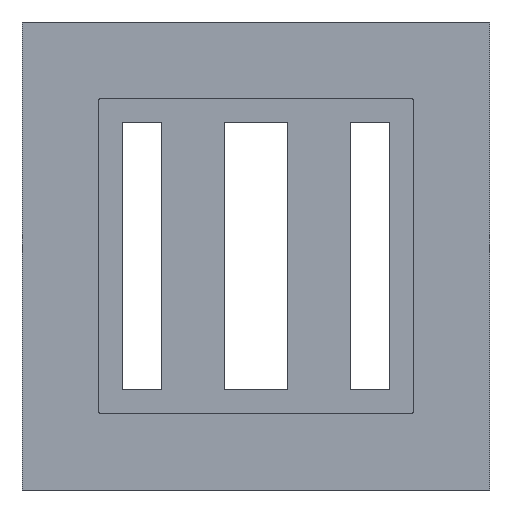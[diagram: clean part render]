
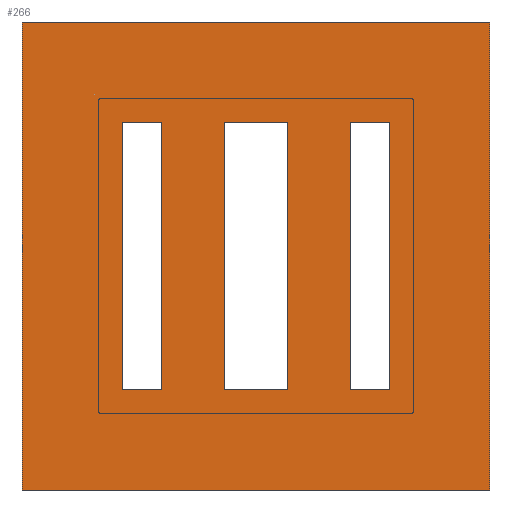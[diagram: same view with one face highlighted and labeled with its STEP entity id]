
A CAD part, front view. The second image highlights one B-rep face of the part: STEP entity #266.
In plain terms, the highlighted planar face has unit normal (0, -1, 0).
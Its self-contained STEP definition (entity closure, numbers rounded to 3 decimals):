
#61 = VERTEX_POINT ( 'NONE', #520 ) ;
#68 = VERTEX_POINT ( 'NONE', #506 ) ;
#69 = EDGE_CURVE ( 'NONE', #75, #68, #505, .T. ) ;
#72 = EDGE_CURVE ( 'NONE', #73, #61, #562, .T. ) ;
#73 = VERTEX_POINT ( 'NONE', #555 ) ;
#75 = VERTEX_POINT ( 'NONE', #554 ) ;
#110 = EDGE_CURVE ( 'NONE', #111, #112, #609, .T. ) ;
#111 = VERTEX_POINT ( 'NONE', #600 ) ;
#112 = VERTEX_POINT ( 'NONE', #599 ) ;
#166 = VERTEX_POINT ( 'NONE', #731 ) ;
#168 = EDGE_CURVE ( 'NONE', #169, #166, #730, .T. ) ;
#169 = VERTEX_POINT ( 'NONE', #726 ) ;
#175 = EDGE_CURVE ( 'NONE', #176, #177, #778, .T. ) ;
#176 = VERTEX_POINT ( 'NONE', #774 ) ;
#177 = VERTEX_POINT ( 'NONE', #773 ) ;
#182 = VERTEX_POINT ( 'NONE', #768 ) ;
#184 = EDGE_CURVE ( 'NONE', #185, #182, #767, .T. ) ;
#185 = VERTEX_POINT ( 'NONE', #763 ) ;
#241 = ORIENTED_EDGE ( 'NONE', *, *, #242, .F. ) ;
#242 = EDGE_CURVE ( 'NONE', #243, #322, #856, .T. ) ;
#243 = VERTEX_POINT ( 'NONE', #852 ) ;
#244 = ORIENTED_EDGE ( 'NONE', *, *, #245, .F. ) ;
#245 = EDGE_CURVE ( 'NONE', #319, #243, #851, .T. ) ;
#252 = ORIENTED_EDGE ( 'NONE', *, *, #253, .T. ) ;
#253 = EDGE_CURVE ( 'NONE', #73, #75, #896, .T. ) ;
#254 = ORIENTED_EDGE ( 'NONE', *, *, #69, .T. ) ;
#255 = EDGE_LOOP ( 'NONE', ( #256, #257, #259, #260 ) ) ;
#256 = ORIENTED_EDGE ( 'NONE', *, *, #184, .T. ) ;
#257 = ORIENTED_EDGE ( 'NONE', *, *, #258, .F. ) ;
#258 = EDGE_CURVE ( 'NONE', #177, #182, #892, .T. ) ;
#259 = ORIENTED_EDGE ( 'NONE', *, *, #175, .F. ) ;
#260 = ORIENTED_EDGE ( 'NONE', *, *, #261, .T. ) ;
#261 = EDGE_CURVE ( 'NONE', #176, #185, #888, .T. ) ;
#262 = EDGE_LOOP ( 'NONE', ( #263, #320, #241, #244 ) ) ;
#263 = ORIENTED_EDGE ( 'NONE', *, *, #264, .F. ) ;
#264 = EDGE_CURVE ( 'NONE', #318, #319, #884, .T. ) ;
#266 = ADVANCED_FACE ( 'NONE', ( #876, #875, #874, #873 ), #871, .F. ) ;
#267 = EDGE_LOOP ( 'NONE', ( #268, #270, #271, #273 ) ) ;
#268 = ORIENTED_EDGE ( 'NONE', *, *, #269, .F. ) ;
#269 = EDGE_CURVE ( 'NONE', #112, #166, #933, .T. ) ;
#270 = ORIENTED_EDGE ( 'NONE', *, *, #110, .F. ) ;
#271 = ORIENTED_EDGE ( 'NONE', *, *, #272, .T. ) ;
#272 = EDGE_CURVE ( 'NONE', #111, #169, #929, .T. ) ;
#273 = ORIENTED_EDGE ( 'NONE', *, *, #168, .T. ) ;
#274 = EDGE_LOOP ( 'NONE', ( #275, #277, #252, #254 ) ) ;
#275 = ORIENTED_EDGE ( 'NONE', *, *, #276, .F. ) ;
#276 = EDGE_CURVE ( 'NONE', #61, #68, #925, .T. ) ;
#277 = ORIENTED_EDGE ( 'NONE', *, *, #72, .F. ) ;
#318 = VERTEX_POINT ( 'NONE', #975 ) ;
#319 = VERTEX_POINT ( 'NONE', #974 ) ;
#320 = ORIENTED_EDGE ( 'NONE', *, *, #321, .F. ) ;
#321 = EDGE_CURVE ( 'NONE', #322, #318, #973, .T. ) ;
#322 = VERTEX_POINT ( 'NONE', #969 ) ;
#502 = DIRECTION ( 'NONE',  ( 0., 0., 1. ) ) ;
#503 = VECTOR ( 'NONE', #502, 1000. ) ;
#504 = CARTESIAN_POINT ( 'NONE',  ( -61.3, 0., -1157.69 ) ) ;
#505 = LINE ( 'NONE', #504, #503 ) ;
#506 = CARTESIAN_POINT ( 'NONE',  ( -61.3, 0., 261.5 ) ) ;
#520 = CARTESIAN_POINT ( 'NONE',  ( 61.3, 0., 261.5 ) ) ;
#554 = CARTESIAN_POINT ( 'NONE',  ( -61.3, 0., -261.5 ) ) ;
#555 = CARTESIAN_POINT ( 'NONE',  ( 61.3, 0., -261.5 ) ) ;
#556 = DIRECTION ( 'NONE',  ( 0., 0., 1. ) ) ;
#557 = VECTOR ( 'NONE', #556, 1000. ) ;
#558 = CARTESIAN_POINT ( 'NONE',  ( 61.3, 0., -1157.69 ) ) ;
#562 = LINE ( 'NONE', #558, #557 ) ;
#599 = CARTESIAN_POINT ( 'NONE',  ( -183.9, 0., 261.5 ) ) ;
#600 = CARTESIAN_POINT ( 'NONE',  ( -183.9, 0., -261.5 ) ) ;
#601 = DIRECTION ( 'NONE',  ( 0., 0., 1. ) ) ;
#602 = VECTOR ( 'NONE', #601, 1000. ) ;
#603 = CARTESIAN_POINT ( 'NONE',  ( -183.9, 0., -1157.69 ) ) ;
#609 = LINE ( 'NONE', #603, #602 ) ;
#726 = CARTESIAN_POINT ( 'NONE',  ( -261.5, 0., -261.5 ) ) ;
#727 = DIRECTION ( 'NONE',  ( 0., 0., 1. ) ) ;
#728 = VECTOR ( 'NONE', #727, 1000. ) ;
#729 = CARTESIAN_POINT ( 'NONE',  ( -261.5, 0., -1157.69 ) ) ;
#730 = LINE ( 'NONE', #729, #728 ) ;
#731 = CARTESIAN_POINT ( 'NONE',  ( -261.5, 0., 261.5 ) ) ;
#763 = CARTESIAN_POINT ( 'NONE',  ( 183.9, 0., -261.5 ) ) ;
#764 = DIRECTION ( 'NONE',  ( 0., 0., 1. ) ) ;
#765 = VECTOR ( 'NONE', #764, 1000. ) ;
#766 = CARTESIAN_POINT ( 'NONE',  ( 183.9, 0., -1157.69 ) ) ;
#767 = LINE ( 'NONE', #766, #765 ) ;
#768 = CARTESIAN_POINT ( 'NONE',  ( 183.9, 0., 261.5 ) ) ;
#773 = CARTESIAN_POINT ( 'NONE',  ( 261.5, 0., 261.5 ) ) ;
#774 = CARTESIAN_POINT ( 'NONE',  ( 261.5, 0., -261.5 ) ) ;
#775 = DIRECTION ( 'NONE',  ( 0., 0., 1. ) ) ;
#776 = VECTOR ( 'NONE', #775, 1000. ) ;
#777 = CARTESIAN_POINT ( 'NONE',  ( 261.5, 0., -1157.69 ) ) ;
#778 = LINE ( 'NONE', #777, #776 ) ;
#848 = DIRECTION ( 'NONE',  ( 1., 0., 0. ) ) ;
#849 = VECTOR ( 'NONE', #848, 1000. ) ;
#850 = CARTESIAN_POINT ( 'NONE',  ( -457.5, 0., 457.5 ) ) ;
#851 = LINE ( 'NONE', #850, #849 ) ;
#852 = CARTESIAN_POINT ( 'NONE',  ( 457.5, 0., 457.5 ) ) ;
#853 = DIRECTION ( 'NONE',  ( 0., 0., -1. ) ) ;
#854 = VECTOR ( 'NONE', #853, 1000. ) ;
#855 = CARTESIAN_POINT ( 'NONE',  ( 457.5, 0., -457.5 ) ) ;
#856 = LINE ( 'NONE', #855, #854 ) ;
#871 = PLANE ( 'NONE',  #872 ) ;
#872 = AXIS2_PLACEMENT_3D ( 'NONE', #936, #935, #934 ) ;
#873 = FACE_OUTER_BOUND ( 'NONE', #262, .T. ) ;
#874 = FACE_BOUND ( 'NONE', #255, .T. ) ;
#875 = FACE_BOUND ( 'NONE', #274, .T. ) ;
#876 = FACE_BOUND ( 'NONE', #267, .T. ) ;
#881 = DIRECTION ( 'NONE',  ( 0., 0., 1. ) ) ;
#882 = VECTOR ( 'NONE', #881, 1000. ) ;
#883 = CARTESIAN_POINT ( 'NONE',  ( -457.5, 0., -457.5 ) ) ;
#884 = LINE ( 'NONE', #883, #882 ) ;
#885 = DIRECTION ( 'NONE',  ( -1., 0., 0. ) ) ;
#886 = VECTOR ( 'NONE', #885, 1000. ) ;
#887 = CARTESIAN_POINT ( 'NONE',  ( 1112.69, 0., -261.5 ) ) ;
#888 = LINE ( 'NONE', #887, #886 ) ;
#889 = DIRECTION ( 'NONE',  ( -1., 0., 0. ) ) ;
#890 = VECTOR ( 'NONE', #889, 1000. ) ;
#891 = CARTESIAN_POINT ( 'NONE',  ( 1112.69, 0., 261.5 ) ) ;
#892 = LINE ( 'NONE', #891, #890 ) ;
#893 = DIRECTION ( 'NONE',  ( -1., 0., 0. ) ) ;
#894 = VECTOR ( 'NONE', #893, 1000. ) ;
#895 = CARTESIAN_POINT ( 'NONE',  ( 1112.69, 0., -261.5 ) ) ;
#896 = LINE ( 'NONE', #895, #894 ) ;
#922 = DIRECTION ( 'NONE',  ( -1., 0., 0. ) ) ;
#923 = VECTOR ( 'NONE', #922, 1000. ) ;
#924 = CARTESIAN_POINT ( 'NONE',  ( 1112.69, 0., 261.5 ) ) ;
#925 = LINE ( 'NONE', #924, #923 ) ;
#926 = DIRECTION ( 'NONE',  ( -1., 0., 0. ) ) ;
#927 = VECTOR ( 'NONE', #926, 1000. ) ;
#928 = CARTESIAN_POINT ( 'NONE',  ( 1112.69, 0., -261.5 ) ) ;
#929 = LINE ( 'NONE', #928, #927 ) ;
#930 = DIRECTION ( 'NONE',  ( -1., 0., 0. ) ) ;
#931 = VECTOR ( 'NONE', #930, 1000. ) ;
#932 = CARTESIAN_POINT ( 'NONE',  ( 1112.69, 0., 261.5 ) ) ;
#933 = LINE ( 'NONE', #932, #931 ) ;
#934 = DIRECTION ( 'NONE',  ( 0., 0., 1. ) ) ;
#935 = DIRECTION ( 'NONE',  ( 0., 1., 0. ) ) ;
#936 = CARTESIAN_POINT ( 'NONE',  ( 304.5, 0., -304.5 ) ) ;
#969 = CARTESIAN_POINT ( 'NONE',  ( 457.5, 0., -457.5 ) ) ;
#970 = DIRECTION ( 'NONE',  ( -1., 0., 0. ) ) ;
#971 = VECTOR ( 'NONE', #970, 1000. ) ;
#972 = CARTESIAN_POINT ( 'NONE',  ( -457.5, 0., -457.5 ) ) ;
#973 = LINE ( 'NONE', #972, #971 ) ;
#974 = CARTESIAN_POINT ( 'NONE',  ( -457.5, 0., 457.5 ) ) ;
#975 = CARTESIAN_POINT ( 'NONE',  ( -457.5, 0., -457.5 ) ) ;
